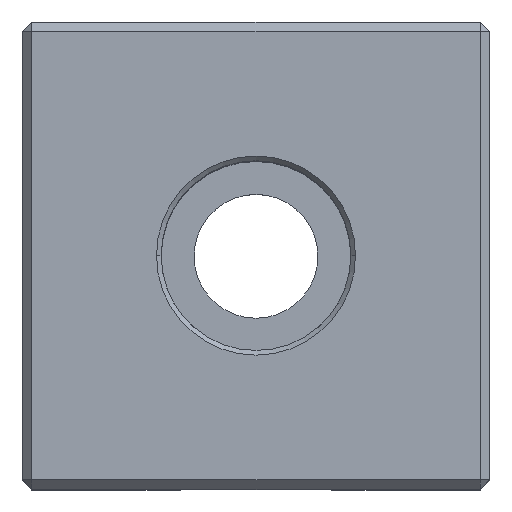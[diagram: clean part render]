
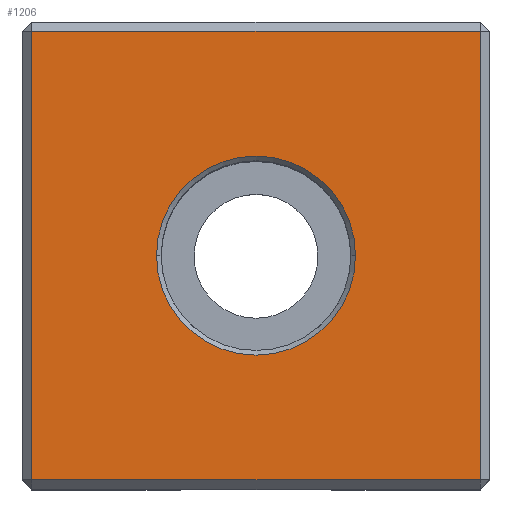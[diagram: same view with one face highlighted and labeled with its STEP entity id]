
A CAD part, top view. The second image highlights one B-rep face of the part: STEP entity #1206.
In plain terms, the highlighted planar face has unit normal (0, 0, 1).
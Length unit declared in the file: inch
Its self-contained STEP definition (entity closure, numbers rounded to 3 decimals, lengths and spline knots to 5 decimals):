
#121 = ORIENTED_EDGE ( 'NONE', *, *, #2945, .T. ) ;
#128 = CARTESIAN_POINT ( 'NONE',  ( 0.47732, 1.08459, 1.93391 ) ) ;
#145 = DIRECTION ( 'NONE',  ( 0., 0., -1. ) ) ;
#230 = DIRECTION ( 'NONE',  ( 0., 0., 1. ) ) ;
#239 = LINE ( 'NONE', #1312, #4165 ) ;
#266 = AXIS2_PLACEMENT_3D ( 'NONE', #4908, #598, #4111 ) ;
#341 = VERTEX_POINT ( 'NONE', #2079 ) ;
#342 = EDGE_CURVE ( 'NONE', #4687, #1680, #2649, .T. ) ;
#598 = DIRECTION ( 'NONE',  ( 0., 0., -1. ) ) ;
#760 = DIRECTION ( 'NONE',  ( 0., -1., 0. ) ) ;
#826 = LINE ( 'NONE', #1000, #4885 ) ;
#838 = FACE_BOUND ( 'NONE', #1285, .T. ) ;
#1000 = CARTESIAN_POINT ( 'NONE',  ( -0.02268, 1.56459, 1.93391 ) ) ;
#1046 = ORIENTED_EDGE ( 'NONE', *, *, #342, .T. ) ;
#1051 = CARTESIAN_POINT ( 'NONE',  ( 0.69032, 1.08459, 1.93391 ) ) ;
#1206 = ADVANCED_FACE ( 'NONE', ( #838, #1902 ), #2993, .T. ) ;
#1285 = EDGE_LOOP ( 'NONE', ( #1532, #121 ) ) ;
#1312 = CARTESIAN_POINT ( 'NONE',  ( 0.95732, 1.58459, 1.93391 ) ) ;
#1314 = EDGE_CURVE ( 'NONE', #1616, #4687, #826, .T. ) ;
#1437 = CARTESIAN_POINT ( 'NONE',  ( -0.00268, 1.56459, 1.93391 ) ) ;
#1501 = VECTOR ( 'NONE', #3983, 39.37008 ) ;
#1532 = ORIENTED_EDGE ( 'NONE', *, *, #2475, .T. ) ;
#1555 = CARTESIAN_POINT ( 'NONE',  ( 0.95732, 1.56459, 1.93391 ) ) ;
#1616 = VERTEX_POINT ( 'NONE', #1555 ) ;
#1680 = VERTEX_POINT ( 'NONE', #4273 ) ;
#1902 = FACE_OUTER_BOUND ( 'NONE', #2628, .T. ) ;
#1960 = CARTESIAN_POINT ( 'NONE',  ( 0.95732, 0.60459, 1.93391 ) ) ;
#2056 = EDGE_CURVE ( 'NONE', #1680, #3811, #3575, .T. ) ;
#2079 = CARTESIAN_POINT ( 'NONE',  ( 0.26432, 1.08459, 1.93391 ) ) ;
#2086 = CIRCLE ( 'NONE', #4535, 0.213 ) ;
#2114 = DIRECTION ( 'NONE',  ( 1., 0., 0. ) ) ;
#2286 = AXIS2_PLACEMENT_3D ( 'NONE', #2607, #230, #2971 ) ;
#2385 = CARTESIAN_POINT ( 'NONE',  ( -0.00268, 0.58459, 1.93391 ) ) ;
#2475 = EDGE_CURVE ( 'NONE', #3646, #341, #2086, .T. ) ;
#2607 = CARTESIAN_POINT ( 'NONE',  ( -0.02268, 0.58459, 1.93391 ) ) ;
#2628 = EDGE_LOOP ( 'NONE', ( #3441, #3525, #3529, #1046 ) ) ;
#2649 = LINE ( 'NONE', #2385, #3679 ) ;
#2804 = CARTESIAN_POINT ( 'NONE',  ( 0.97732, 0.60459, 1.93391 ) ) ;
#2945 = EDGE_CURVE ( 'NONE', #341, #3646, #4645, .T. ) ;
#2971 = DIRECTION ( 'NONE',  ( 1., 0., 0. ) ) ;
#2993 = PLANE ( 'NONE',  #2286 ) ;
#3441 = ORIENTED_EDGE ( 'NONE', *, *, #2056, .T. ) ;
#3525 = ORIENTED_EDGE ( 'NONE', *, *, #4866, .T. ) ;
#3529 = ORIENTED_EDGE ( 'NONE', *, *, #1314, .T. ) ;
#3575 = LINE ( 'NONE', #2804, #1501 ) ;
#3646 = VERTEX_POINT ( 'NONE', #1051 ) ;
#3679 = VECTOR ( 'NONE', #760, 39.37008 ) ;
#3811 = VERTEX_POINT ( 'NONE', #1960 ) ;
#3983 = DIRECTION ( 'NONE',  ( 1., 0., 0. ) ) ;
#4021 = DIRECTION ( 'NONE',  ( -1., 0., 0. ) ) ;
#4111 = DIRECTION ( 'NONE',  ( 1., 0., 0. ) ) ;
#4125 = DIRECTION ( 'NONE',  ( 0., 1., 0. ) ) ;
#4165 = VECTOR ( 'NONE', #4125, 39.37008 ) ;
#4273 = CARTESIAN_POINT ( 'NONE',  ( -0.00268, 0.60459, 1.93391 ) ) ;
#4535 = AXIS2_PLACEMENT_3D ( 'NONE', #128, #145, #2114 ) ;
#4645 = CIRCLE ( 'NONE', #266, 0.213 ) ;
#4687 = VERTEX_POINT ( 'NONE', #1437 ) ;
#4866 = EDGE_CURVE ( 'NONE', #3811, #1616, #239, .T. ) ;
#4885 = VECTOR ( 'NONE', #4021, 39.37008 ) ;
#4908 = CARTESIAN_POINT ( 'NONE',  ( 0.47732, 1.08459, 1.93391 ) ) ;
